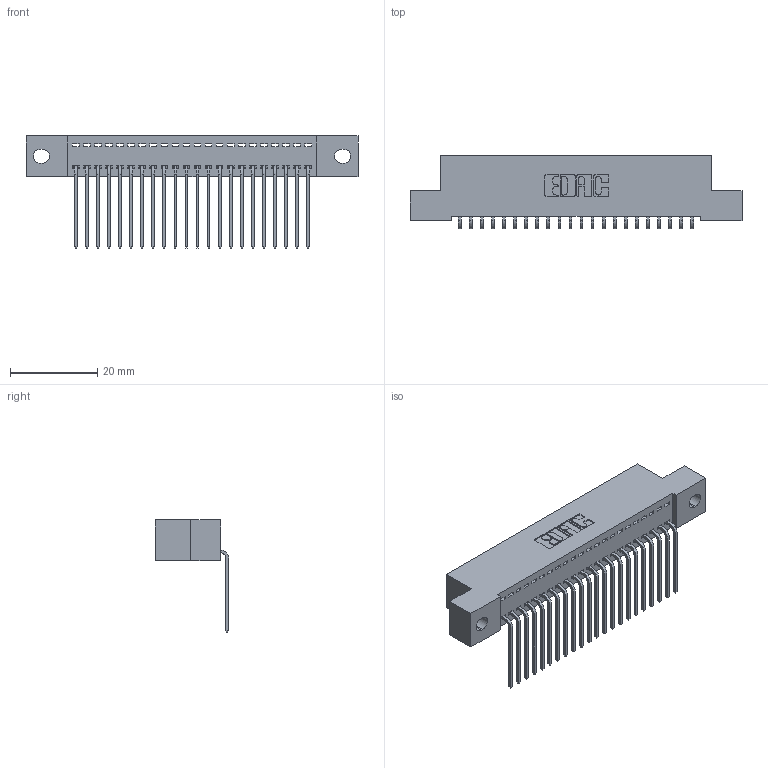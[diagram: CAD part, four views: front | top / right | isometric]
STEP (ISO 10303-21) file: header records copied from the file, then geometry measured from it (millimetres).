
FILE_DESCRIPTION (( 'STEP AP203' ), '1' );
FILE_NAME ('392-022-559-102.STEP', '2018-08-15T13:10:11', ( '' ), ( '' ), 'SwSTEP 2.0', 'SolidWorks 2016', '' );
FILE_SCHEMA (( 'CONFIG_CONTROL_DESIGN' ));
Length unit declared in the file: inch
Products named in the file (3): 342 Part_.128 Slot; 345-292-001_558 559 Tail - 1; 392-022-559-102
Assembly tree (23 placements, depth 2):
  392-022-559-102
    342 Part_.128 Slot
    345-292-001_558 559 Tail - 1  x22
Bounding box: 76.2 x 16.83 x 25.78 mm (x, y, z)
Volume: 6628.7 mm3; surface area: 9536.4 mm2
Topology: 23 solids, 23 shells, 1434 faces, 4315 edges, 2846 vertices
Faces by surface type: plane 1038, cylinder 396
Entity records: 16123 total; most frequent: CARTESIAN_POINT 2792, ORIENTED_EDGE 2750, DIRECTION 2395, EDGE_CURVE 1375, LINE 1247, VECTOR 1247, VERTEX_POINT 914, AXIS2_PLACEMENT_3D 574
